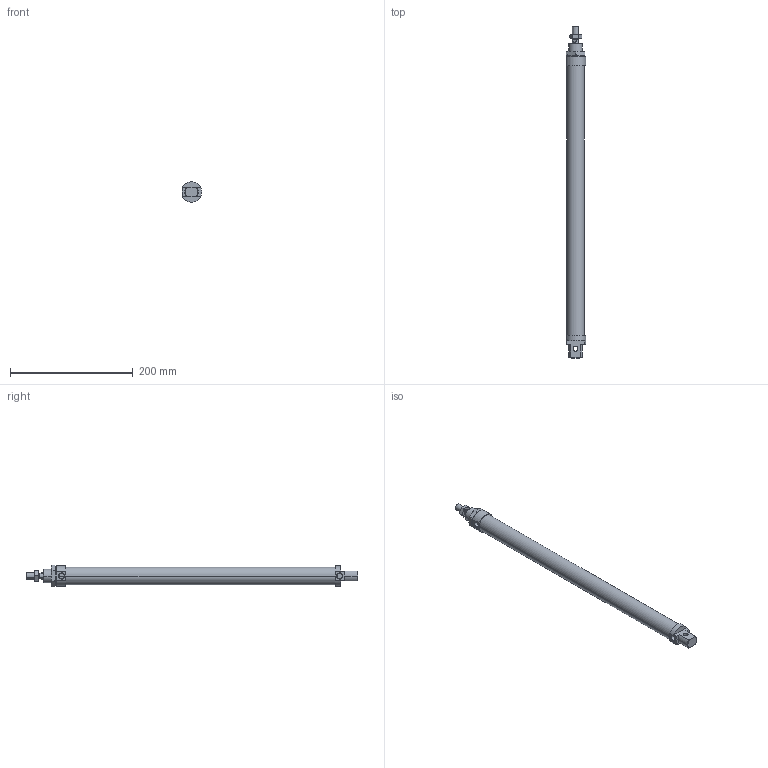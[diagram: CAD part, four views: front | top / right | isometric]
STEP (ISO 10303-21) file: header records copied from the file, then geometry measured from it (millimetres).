
FILE_DESCRIPTION((''),'2;1');
FILE_NAME('1260_25_0400.stp','2003-04-02T15:04:41',('maffial1'),(''),'Autodesk Inventor (R) 6.0','Autodesk Inventor (R) 6.0','');
FILE_SCHEMA(('AUTOMOTIVE_DESIGN { 1 0 10303 214 1 1 1 1 }'));
Length unit declared in the file: millimetre
Products named in the file (5): 1260_25_0400; S1260_25_400; 1200_25_05; 1200_25_06; C1260_25_400
Assembly tree (4 placements, depth 2):
  1260_25_0400
    S1260_25_400
    1200_25_05
    1200_25_06
    C1260_25_400
Bounding box: 31.5 x 541 x 34.64 mm (x, y, z)
Volume: 332670.7 mm3; surface area: 80091.4 mm2
Topology: 4 solids, 4 shells, 123 faces, 272 edges, 164 vertices
Faces by surface type: plane 41, cone 40, cylinder 22, bspline 20
Entity records: 3703 total; most frequent: CARTESIAN_POINT 984, DIRECTION 566, ORIENTED_EDGE 544, EDGE_CURVE 272, AXIS2_PLACEMENT_3D 234, VERTEX_POINT 164, EDGE_LOOP 136, FACE_OUTER_BOUND 123
